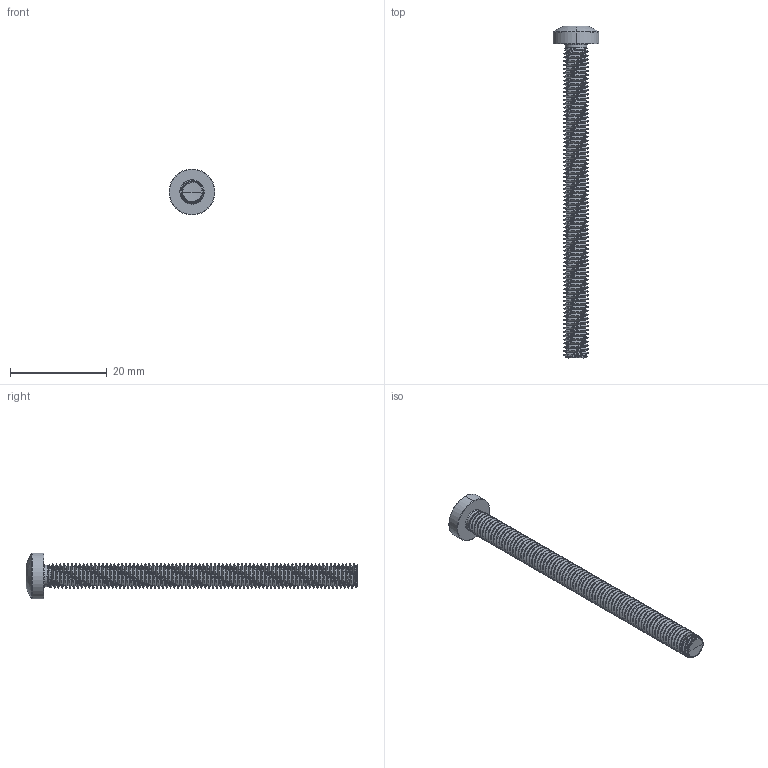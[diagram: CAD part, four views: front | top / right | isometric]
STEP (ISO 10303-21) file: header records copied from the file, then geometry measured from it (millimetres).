
FILE_DESCRIPTION (( 'STEP AP203' ), '1' );
FILE_NAME ('STM390500650.STEP', '2020-12-23T17:13:27', ( '' ), ( '' ), 'SwSTEP 2.0', 'SolidWorks 2015', '' );
FILE_SCHEMA (( 'CONFIG_CONTROL_DESIGN' ));
Products named in the file (2): STM390500650
Bounding box: 9.5 x 68.7 x 9.5 mm (x, y, z)
Volume: 1238.5 mm3; surface area: 1782.7 mm2
Topology: 1 solids, 1 shells, 232 faces, 656 edges, 426 vertices
Faces by surface type: cylinder 182, bspline 18, torus 13, cone 12, sphere 4, plane 3
Entity records: 45127 total; most frequent: CARTESIAN_POINT 40100, ORIENTED_EDGE 1308, DIRECTION 757, EDGE_CURVE 654, VERTEX_POINT 426, AXIS2_PLACEMENT_3D 283, EDGE_LOOP 234, ADVANCED_FACE 232
